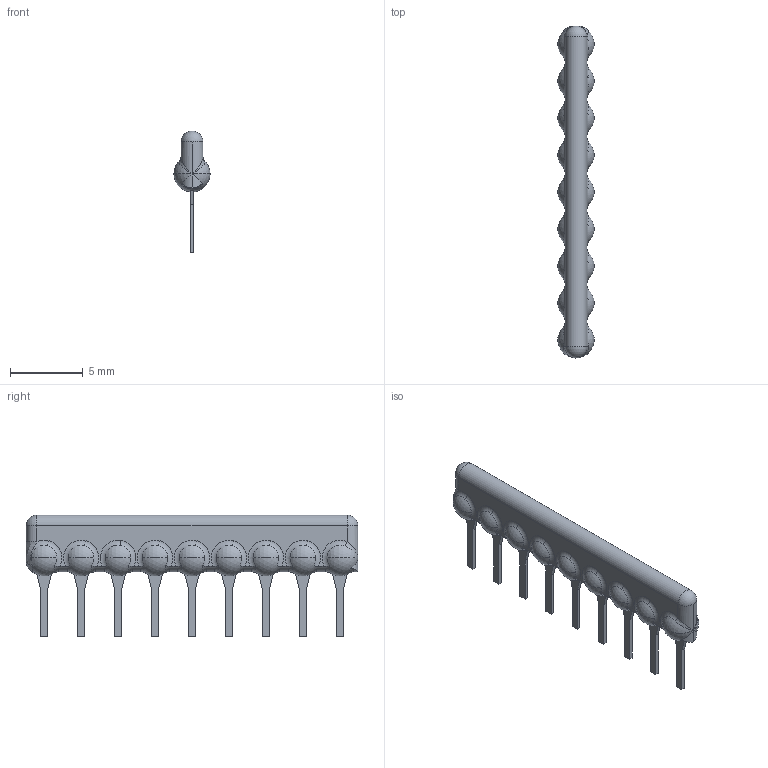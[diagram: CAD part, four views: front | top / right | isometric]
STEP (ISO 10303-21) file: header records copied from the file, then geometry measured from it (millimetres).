
FILE_DESCRIPTION(('STEP AP242'),'1');
FILE_NAME('4609x-101-103lf.stp','2021-02-04T05:17:42',('TraceParts'),('TraceParts S.A.'),'Spatial InterOp 3D',' ',' ');
FILE_SCHEMA(('AP242_MANAGED_MODEL_BASED_3D_ENGINEERING_MIM_LF {1 0 10303 442 1 1 4}'));
Length unit declared in the file: millimetre
Products named in the file (1): 4609x-101-103lf
Bounding box: 2.48 x 22.81 x 8.38 mm (x, y, z)
Volume: 147.7 mm3; surface area: 329.7 mm2
Topology: 1 solids, 19 shells, 329 faces, 765 edges, 477 vertices
Faces by surface type: plane 102, cone 72, torus 70, cylinder 51, sphere 29, bspline 5
Entity records: 10371 total; most frequent: CARTESIAN_POINT 2948, DIRECTION 1598, ORIENTED_EDGE 1518, EDGE_CURVE 759, AXIS2_PLACEMENT_3D 670, VERTEX_POINT 477, CIRCLE 345, EDGE_LOOP 338
